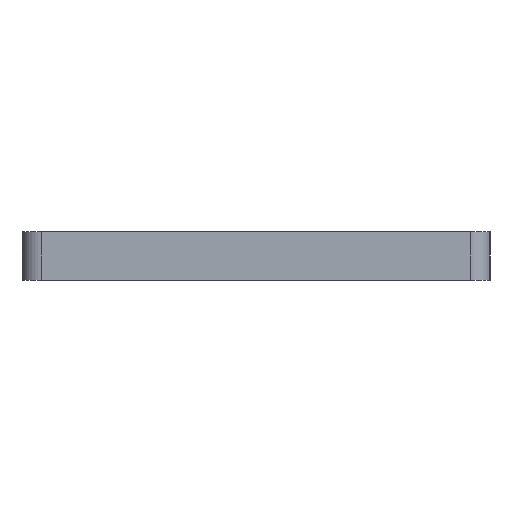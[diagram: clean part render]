
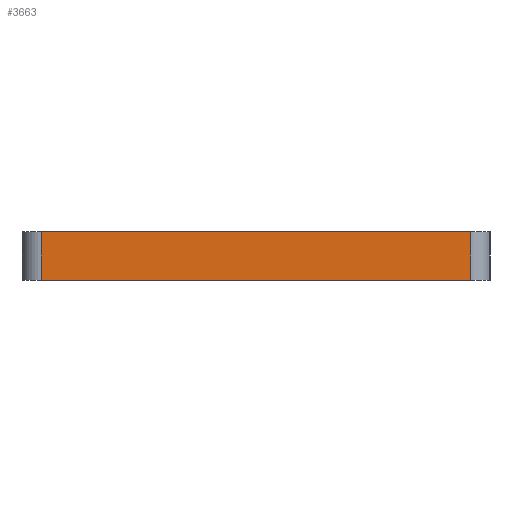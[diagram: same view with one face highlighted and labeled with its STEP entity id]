
A CAD part, left-side view. The second image highlights one B-rep face of the part: STEP entity #3663.
In plain terms, the highlighted planar face has unit normal (-1, 0, 0).
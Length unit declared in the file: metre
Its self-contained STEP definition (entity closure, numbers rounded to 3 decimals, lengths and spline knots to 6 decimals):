
#397=ORIENTED_EDGE('',*,*,#1410,.T.);
#398=ORIENTED_EDGE('',*,*,#1411,.F.);
#399=ORIENTED_EDGE('',*,*,#1412,.F.);
#400=ORIENTED_EDGE('',*,*,#1413,.T.);
#1410=EDGE_CURVE('',#1916,#1917,#2267,.T.);
#1411=EDGE_CURVE('',#1918,#1917,#2268,.T.);
#1412=EDGE_CURVE('',#1919,#1918,#2269,.T.);
#1413=EDGE_CURVE('',#1919,#1916,#2270,.T.);
#1916=VERTEX_POINT('',#5529);
#1917=VERTEX_POINT('',#5530);
#1918=VERTEX_POINT('',#5532);
#1919=VERTEX_POINT('',#5534);
#2267=LINE('',#5528,#2734);
#2268=LINE('',#5531,#2735);
#2269=LINE('',#5533,#2736);
#2270=LINE('',#5535,#2737);
#2734=VECTOR('',#4423,1.);
#2735=VECTOR('',#4424,1.);
#2736=VECTOR('',#4425,1.);
#2737=VECTOR('',#4426,1.);
#3076=EDGE_LOOP('',(#397,#398,#399,#400));
#3297=FACE_BOUND('',#3076,.T.);
#3490=PLANE('',#3909);
#3663=ADVANCED_FACE('',(#3297),#3490,.F.);
#3909=AXIS2_PLACEMENT_3D('',#5527,#4421,#4422);
#4421=DIRECTION('',(1.,0.,0.));
#4422=DIRECTION('',(0.,0.,-1.));
#4423=DIRECTION('',(0.,-1.,0.));
#4424=DIRECTION('',(0.,0.,-1.));
#4425=DIRECTION('',(0.,-1.,0.));
#4426=DIRECTION('',(0.,0.,-1.));
#5527=CARTESIAN_POINT('',(-0.14728,0.,0.0145));
#5528=CARTESIAN_POINT('',(-0.14728,0.,0.002));
#5529=CARTESIAN_POINT('',(-0.14728,0.055043,0.002));
#5530=CARTESIAN_POINT('',(-0.14728,-0.055043,0.002));
#5531=CARTESIAN_POINT('',(-0.14728,-0.055043,0.0145));
#5532=CARTESIAN_POINT('',(-0.14728,-0.055043,0.0145));
#5533=CARTESIAN_POINT('',(-0.14728,0.,0.0145));
#5534=CARTESIAN_POINT('',(-0.14728,0.055043,0.0145));
#5535=CARTESIAN_POINT('',(-0.14728,0.055043,0.0145));
